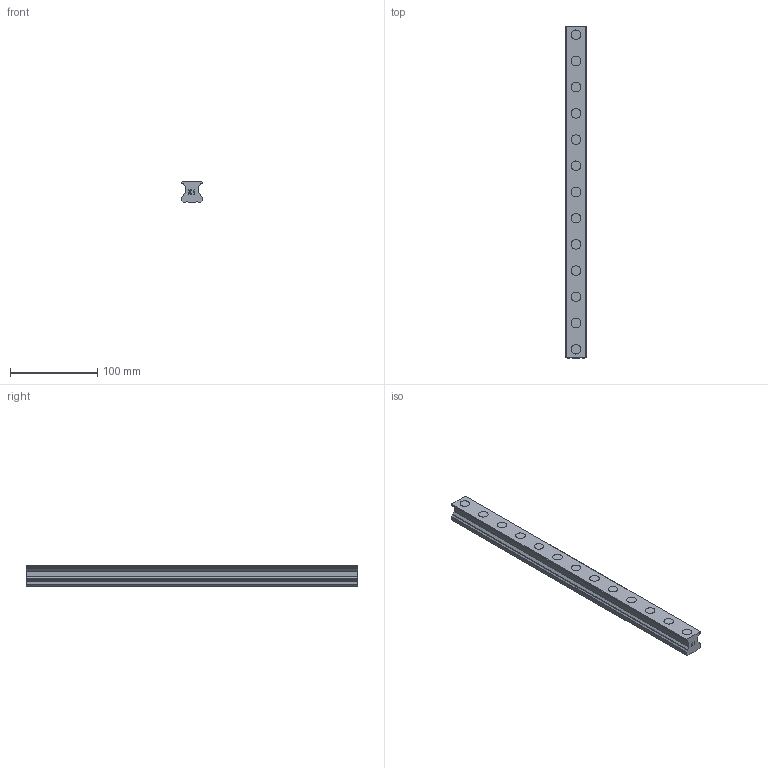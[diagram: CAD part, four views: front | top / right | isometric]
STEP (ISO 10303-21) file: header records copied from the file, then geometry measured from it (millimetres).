
FILE_DESCRIPTION(('STEP AP214'),'1');
FILE_NAME('cctmp_6F3581DE-B893-4343-A787-10DC8371B400_2021_03_10_11_23_42_0023..stp','2021-03-10T10:23:42',('HIWIN GmbH'),('CADClick - www.CADClick.com'),'Spatial InterOp 3D',' ','unknown authorization');
FILE_SCHEMA(('AUTOMOTIVE_DESIGN'));
Length unit declared in the file: millimetre
Products named in the file (1): RGR25R380H_FILE
Bounding box: 23 x 380 x 23.6 mm (x, y, z)
Volume: 151942.9 mm3; surface area: 48171.3 mm2
Topology: 1 solids, 1 shells, 234 faces, 567 edges, 378 vertices
Faces by surface type: plane 138, cylinder 96
Entity records: 8779 total; most frequent: DIRECTION 1229, CARTESIAN_POINT 1180, ORIENTED_EDGE 1134, EDGE_CURVE 567, AXIS2_PLACEMENT_3D 427, VERTEX_POINT 378, LINE 375, VECTOR 375
